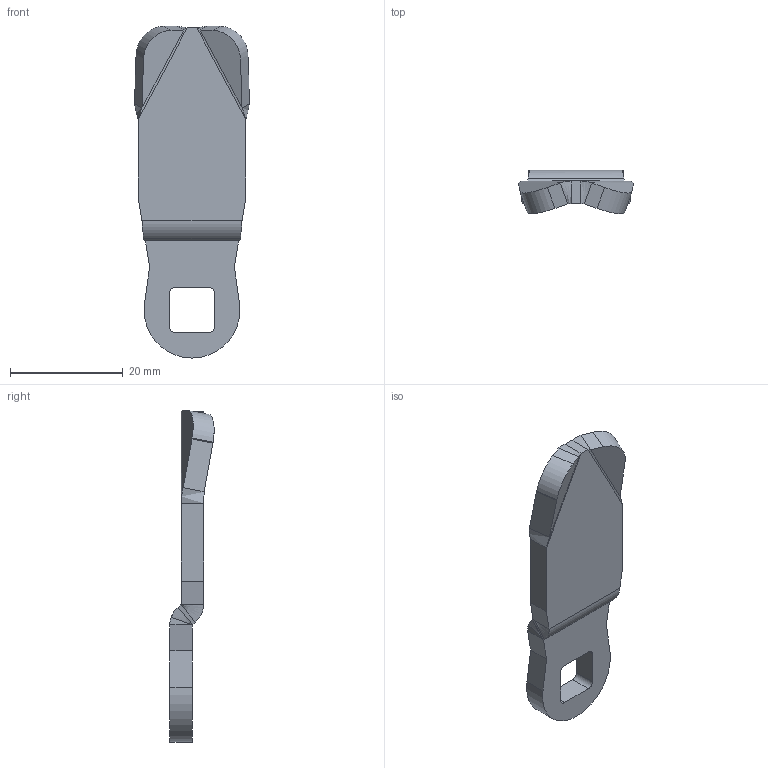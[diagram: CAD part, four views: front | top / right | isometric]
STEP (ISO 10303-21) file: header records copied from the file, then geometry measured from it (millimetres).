
FILE_DESCRIPTION (( 'STEP AP203' ), '1' );
FILE_NAME ('1119 DIL.STEP', '2022-07-06T12:56:07', ( '' ), ( '' ), 'SwSTEP 2.0', 'SolidWorks 2021', '' );
FILE_SCHEMA (( 'CONFIG_CONTROL_DESIGN' ));
Length unit declared in the file: millimetre
Products named in the file (1): 1119 DIL
Bounding box: 20.37 x 7.85 x 58.84 mm (x, y, z)
Volume: 3829.7 mm3; surface area: 2610 mm2
Topology: 1 solids, 1 shells, 55 faces, 127 edges, 74 vertices
Faces by surface type: plane 31, cylinder 16, bspline 8
Entity records: 1722 total; most frequent: CARTESIAN_POINT 449, ORIENTED_EDGE 254, DIRECTION 227, EDGE_CURVE 127, LINE 91, VECTOR 91, VERTEX_POINT 74, AXIS2_PLACEMENT_3D 68
